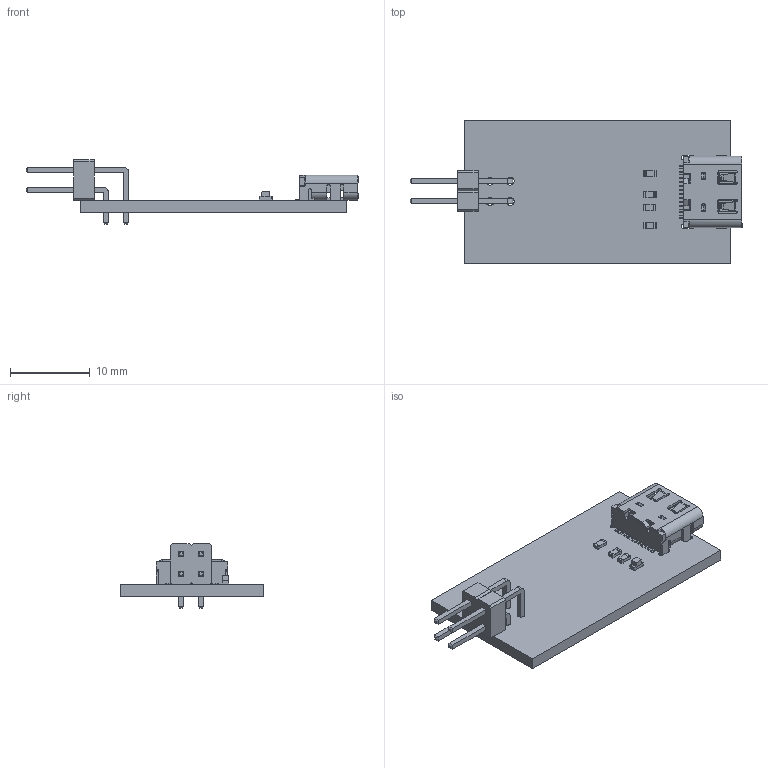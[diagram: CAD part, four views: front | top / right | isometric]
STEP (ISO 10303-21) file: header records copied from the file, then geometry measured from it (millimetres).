
FILE_DESCRIPTION(('KiCad electronic assembly'),'2;1');
FILE_NAME('PCB_USB.step','2025-09-10T19:12:00',('Pcbnew'),('Kicad'), 'Open CASCADE STEP processor 7.9','KiCad to STEP converter','Unknown' );
FILE_SCHEMA(('AUTOMOTIVE_DESIGN { 1 0 10303 214 1 1 1 1 }'));
Length unit declared in the file: millimetre
Products named in the file (6): PCB_USB 1; PinHeader_2x02_P2.54mm_Horizontal; LED_0603_1608Metric; R_0603_1608Metric; USB-C-SMD_G-SWITCH_GT-USB-7010ASV; PCB_USB_PCB
Assembly tree (7 placements, depth 2):
  PCB_USB 1
    PinHeader_2x02_P2.54mm_Horizontal
    LED_0603_1608Metric
    R_0603_1608Metric  x3
    USB-C-SMD_G-SWITCH_GT-USB-7010ASV
    PCB_USB_PCB
Bounding box: 41.66 x 18 x 8.08 mm (x, y, z)
Volume: 1099.6 mm3; surface area: 2183.7 mm2
Topology: 35 solids, 35 shells, 914 faces, 2318 edges, 1476 vertices
Faces by surface type: plane 714, cylinder 158, bspline 30, cone 12
Full cylindrical faces by diameter (mm): 0.65 x2, 1 x4
Entity records: 32441 total; most frequent: CARTESIAN_POINT 5752, ORIENTED_EDGE 4332, DIRECTION 4026, EDGE_CURVE 2166, LINE 1822, VECTOR 1822, VERTEX_POINT 1388, AXIS2_PLACEMENT_3D 1102
